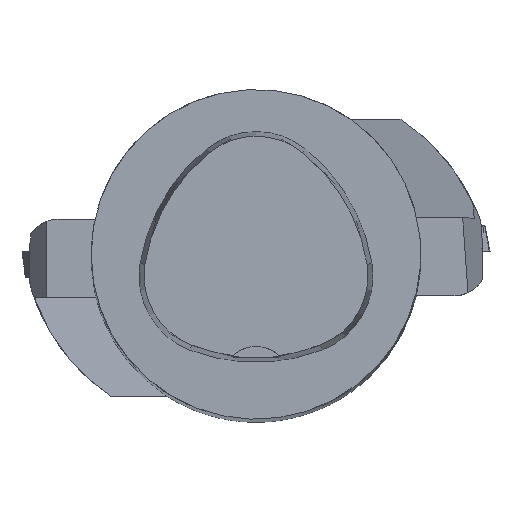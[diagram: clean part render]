
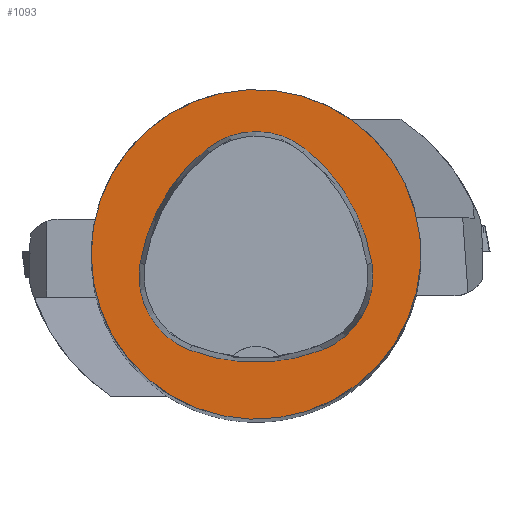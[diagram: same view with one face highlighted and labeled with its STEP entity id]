
A CAD part, top view. The second image highlights one B-rep face of the part: STEP entity #1093.
In plain terms, the highlighted planar face has unit normal (0, 0, 1).
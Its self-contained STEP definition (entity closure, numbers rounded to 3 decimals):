
#721=FACE_BOUND('',#1620,.T.);
#722=FACE_BOUND('',#1621,.T.);
#933=CIRCLE('',#4476,25.);
#934=CIRCLE('',#4482,28.);
#936=CIRCLE('',#4485,12.);
#938=CIRCLE('',#4488,28.);
#940=CIRCLE('',#4491,12.);
#944=CIRCLE('',#4496,28.);
#946=CIRCLE('',#4499,12.);
#1093=ADVANCED_FACE('',(#721,#722),#1243,.T.);
#1243=PLANE('',#4504);
#1620=EDGE_LOOP('',(#2404,#2405,#2406,#2407,#2408,#2409));
#1621=EDGE_LOOP('',(#2410));
#2404=ORIENTED_EDGE('',*,*,#3359,.T.);
#2405=ORIENTED_EDGE('',*,*,#3339,.T.);
#2406=ORIENTED_EDGE('',*,*,#3343,.T.);
#2407=ORIENTED_EDGE('',*,*,#3346,.T.);
#2408=ORIENTED_EDGE('',*,*,#3349,.T.);
#2409=ORIENTED_EDGE('',*,*,#3357,.T.);
#2410=ORIENTED_EDGE('',*,*,#3330,.F.);
#2900=VERTEX_POINT('',#6713);
#2909=VERTEX_POINT('',#6732);
#2910=VERTEX_POINT('',#6733);
#2913=VERTEX_POINT('',#6741);
#2915=VERTEX_POINT('',#6747);
#2917=VERTEX_POINT('',#6753);
#2924=VERTEX_POINT('',#6774);
#3330=EDGE_CURVE('',#2900,#2900,#933,.T.);
#3339=EDGE_CURVE('',#2909,#2910,#934,.T.);
#3343=EDGE_CURVE('',#2910,#2913,#936,.T.);
#3346=EDGE_CURVE('',#2913,#2915,#938,.T.);
#3349=EDGE_CURVE('',#2915,#2917,#940,.T.);
#3357=EDGE_CURVE('',#2917,#2924,#944,.T.);
#3359=EDGE_CURVE('',#2924,#2909,#946,.T.);
#4476=AXIS2_PLACEMENT_3D('',#6712,#5232,#5233);
#4482=AXIS2_PLACEMENT_3D('',#6731,#5248,#5249);
#4485=AXIS2_PLACEMENT_3D('',#6740,#5256,#5257);
#4488=AXIS2_PLACEMENT_3D('',#6746,#5263,#5264);
#4491=AXIS2_PLACEMENT_3D('',#6752,#5270,#5271);
#4496=AXIS2_PLACEMENT_3D('',#6775,#5282,#5283);
#4499=AXIS2_PLACEMENT_3D('',#6778,#5288,#5289);
#4504=AXIS2_PLACEMENT_3D('',#6783,#5298,#5299);
#5232=DIRECTION('',(0.,0.,-1.));
#5233=DIRECTION('',(-1.,0.,0.));
#5248=DIRECTION('',(0.,0.,-1.));
#5249=DIRECTION('',(-1.,0.,0.));
#5256=DIRECTION('',(0.,0.,-1.));
#5257=DIRECTION('',(-1.,0.,0.));
#5263=DIRECTION('',(0.,0.,-1.));
#5264=DIRECTION('',(-1.,0.,0.));
#5270=DIRECTION('',(0.,0.,-1.));
#5271=DIRECTION('',(-1.,0.,0.));
#5282=DIRECTION('',(0.,0.,-1.));
#5283=DIRECTION('',(-1.,0.,0.));
#5288=DIRECTION('',(0.,0.,-1.));
#5289=DIRECTION('',(-1.,0.,0.));
#5298=DIRECTION('',(0.,0.,1.));
#5299=DIRECTION('',(-1.,0.,0.));
#6712=CARTESIAN_POINT('',(0.,0.,0.));
#6713=CARTESIAN_POINT('',(-25.,0.,0.));
#6731=CARTESIAN_POINT('',(10.068,-5.824,0.));
#6732=CARTESIAN_POINT('',(-17.584,-1.424,0.));
#6733=CARTESIAN_POINT('',(-7.531,15.953,0.));
#6740=CARTESIAN_POINT('',(0.011,6.62,0.));
#6741=CARTESIAN_POINT('',(7.567,15.942,0.));
#6746=CARTESIAN_POINT('',(-10.063,-5.81,0.));
#6747=CARTESIAN_POINT('',(17.59,-1.418,0.));
#6752=CARTESIAN_POINT('',(5.739,-3.3,0.));
#6753=CARTESIAN_POINT('',(10.05,-14.499,0.));
#6774=CARTESIAN_POINT('',(-10.025,-14.516,0.));
#6775=CARTESIAN_POINT('',(-0.01,11.631,0.));
#6778=CARTESIAN_POINT('',(-5.733,-3.31,0.));
#6783=CARTESIAN_POINT('',(0.,0.,0.));
